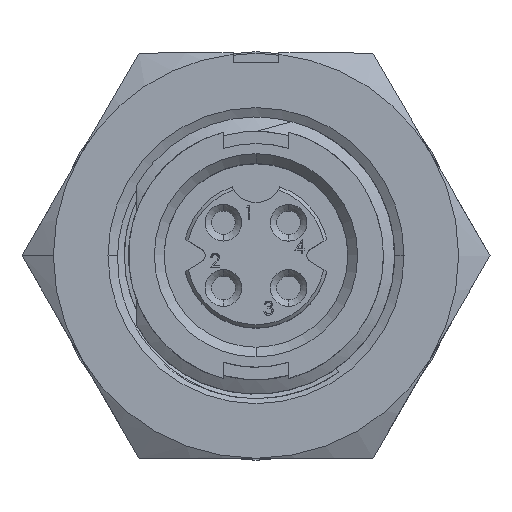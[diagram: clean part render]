
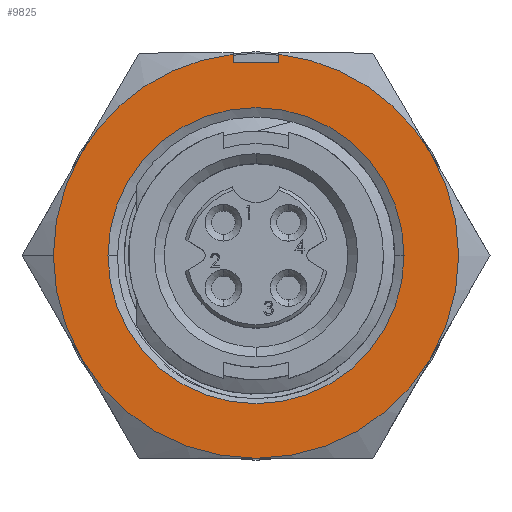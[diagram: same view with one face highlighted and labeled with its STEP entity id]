
A CAD part, top view. The second image highlights one B-rep face of the part: STEP entity #9825.
In plain terms, the highlighted planar face has unit normal (0, 0, 1).
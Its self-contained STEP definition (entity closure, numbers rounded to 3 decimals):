
#37 = DIRECTION ( 'NONE',  ( 0., 0., 1. ) ) ;
#39 = EDGE_CURVE ( 'NONE', #11732, #4465, #5578, .T. ) ;
#281 = CARTESIAN_POINT ( 'NONE',  ( -0.889, 8.938, 9.129 ) ) ;
#565 = CIRCLE ( 'NONE', #11868, 7.874 ) ;
#830 = AXIS2_PLACEMENT_3D ( 'NONE', #8262, #974, #9483 ) ;
#974 = DIRECTION ( 'NONE',  ( 0., 0., 1. ) ) ;
#978 = VERTEX_POINT ( 'NONE', #7073 ) ;
#1375 = AXIS2_PLACEMENT_3D ( 'NONE', #11725, #4433, #12946 ) ;
#1813 = ORIENTED_EDGE ( 'NONE', *, *, #13446, .T. ) ;
#1851 = CARTESIAN_POINT ( 'NONE',  ( -0.889, 7.493, 9.129 ) ) ;
#1991 = CARTESIAN_POINT ( 'NONE',  ( 0.889, -15.748, 9.129 ) ) ;
#2040 = FACE_OUTER_BOUND ( 'NONE', #3847, .T. ) ;
#2094 = LINE ( 'NONE', #281, #4951 ) ;
#2553 = EDGE_CURVE ( 'NONE', #978, #8728, #6343, .T. ) ;
#2756 = EDGE_CURVE ( 'NONE', #13282, #14130, #4799, .T. ) ;
#2988 = VERTEX_POINT ( 'NONE', #3809 ) ;
#3055 = AXIS2_PLACEMENT_3D ( 'NONE', #5176, #13676, #6417 ) ;
#3100 = ORIENTED_EDGE ( 'NONE', *, *, #6236, .F. ) ;
#3421 = CARTESIAN_POINT ( 'NONE',  ( 0., 0., 9.129 ) ) ;
#3489 = CARTESIAN_POINT ( 'NONE',  ( 0., -7.874, 9.129 ) ) ;
#3609 = CARTESIAN_POINT ( 'NONE',  ( 0., 0., 9.129 ) ) ;
#3620 = ORIENTED_EDGE ( 'NONE', *, *, #2756, .F. ) ;
#3809 = CARTESIAN_POINT ( 'NONE',  ( -7.874, 0., 9.129 ) ) ;
#3847 = EDGE_LOOP ( 'NONE', ( #7221, #6148, #1813, #6353, #12419, #10969, #10052, #8074, #3100, #8365 ) ) ;
#4158 = EDGE_CURVE ( 'NONE', #14130, #13282, #14275, .T. ) ;
#4261 = CARTESIAN_POINT ( 'NONE',  ( 6.819, -3.937, 9.129 ) ) ;
#4433 = DIRECTION ( 'NONE',  ( 0., 0., -1. ) ) ;
#4465 = VERTEX_POINT ( 'NONE', #13281 ) ;
#4535 = CIRCLE ( 'NONE', #10237, 7.874 ) ;
#4546 = AXIS2_PLACEMENT_3D ( 'NONE', #15468, #14526, #7275 ) ;
#4653 = DIRECTION ( 'NONE',  ( -1., 0., 0. ) ) ;
#4799 = CIRCLE ( 'NONE', #830, 5.753 ) ;
#4841 = DIRECTION ( 'NONE',  ( -1., 0., 0. ) ) ;
#4951 = VECTOR ( 'NONE', #9945, 1000. ) ;
#5176 = CARTESIAN_POINT ( 'NONE',  ( 0., 0., 9.129 ) ) ;
#5249 = CARTESIAN_POINT ( 'NONE',  ( 0., 0., 9.129 ) ) ;
#5317 = EDGE_CURVE ( 'NONE', #4465, #2988, #11413, .T. ) ;
#5578 = CIRCLE ( 'NONE', #6569, 7.874 ) ;
#5605 = AXIS2_PLACEMENT_3D ( 'NONE', #7316, #37, #8534 ) ;
#5701 = EDGE_CURVE ( 'NONE', #9622, #11732, #15181, .T. ) ;
#6039 = PLANE ( 'NONE',  #4546 ) ;
#6148 = ORIENTED_EDGE ( 'NONE', *, *, #2553, .T. ) ;
#6236 = EDGE_CURVE ( 'NONE', #7521, #9622, #12930, .T. ) ;
#6266 = AXIS2_PLACEMENT_3D ( 'NONE', #3421, #11945, #4653 ) ;
#6331 = EDGE_CURVE ( 'NONE', #8881, #8548, #9733, .T. ) ;
#6343 = LINE ( 'NONE', #1851, #12047 ) ;
#6353 = ORIENTED_EDGE ( 'NONE', *, *, #6331, .F. ) ;
#6417 = DIRECTION ( 'NONE',  ( -1., 0., 0. ) ) ;
#6483 = DIRECTION ( 'NONE',  ( 0., 1., 0. ) ) ;
#6569 = AXIS2_PLACEMENT_3D ( 'NONE', #14124, #6873, #15331 ) ;
#6704 = DIRECTION ( 'NONE',  ( -1., 0., 0. ) ) ;
#6781 = LINE ( 'NONE', #1991, #13617 ) ;
#6873 = DIRECTION ( 'NONE',  ( 0., 0., -1. ) ) ;
#7073 = CARTESIAN_POINT ( 'NONE',  ( 0.889, 7.493, 9.129 ) ) ;
#7175 = CARTESIAN_POINT ( 'NONE',  ( 5.753, 0., 9.129 ) ) ;
#7221 = ORIENTED_EDGE ( 'NONE', *, *, #15561, .F. ) ;
#7231 = CARTESIAN_POINT ( 'NONE',  ( 0., 0., 9.129 ) ) ;
#7275 = DIRECTION ( 'NONE',  ( -1., 0., 0. ) ) ;
#7316 = CARTESIAN_POINT ( 'NONE',  ( 0., 0., 9.129 ) ) ;
#7521 = VERTEX_POINT ( 'NONE', #11974 ) ;
#7668 = EDGE_CURVE ( 'NONE', #2988, #8881, #4535, .T. ) ;
#7765 = EDGE_CURVE ( 'NONE', #8574, #7521, #565, .T. ) ;
#8074 = ORIENTED_EDGE ( 'NONE', *, *, #5701, .F. ) ;
#8262 = CARTESIAN_POINT ( 'NONE',  ( 0., 0., 9.129 ) ) ;
#8365 = ORIENTED_EDGE ( 'NONE', *, *, #7765, .F. ) ;
#8449 = DIRECTION ( 'NONE',  ( -1., 0., 0. ) ) ;
#8534 = DIRECTION ( 'NONE',  ( 1., 0., 0. ) ) ;
#8548 = VERTEX_POINT ( 'NONE', #10141 ) ;
#8574 = VERTEX_POINT ( 'NONE', #12575 ) ;
#8728 = VERTEX_POINT ( 'NONE', #9079 ) ;
#8881 = VERTEX_POINT ( 'NONE', #9458 ) ;
#9079 = CARTESIAN_POINT ( 'NONE',  ( -0.889, 7.493, 9.129 ) ) ;
#9458 = CARTESIAN_POINT ( 'NONE',  ( -6.819, 3.937, 9.129 ) ) ;
#9483 = DIRECTION ( 'NONE',  ( 1., 0., 0. ) ) ;
#9622 = VERTEX_POINT ( 'NONE', #4261 ) ;
#9733 = CIRCLE ( 'NONE', #6266, 7.874 ) ;
#9825 = ADVANCED_FACE ( 'NONE', ( #2040, #14198 ), #6039, .F. ) ;
#9945 = DIRECTION ( 'NONE',  ( 0., 1., 0. ) ) ;
#10052 = ORIENTED_EDGE ( 'NONE', *, *, #39, .F. ) ;
#10141 = CARTESIAN_POINT ( 'NONE',  ( -0.889, 7.824, 9.129 ) ) ;
#10237 = AXIS2_PLACEMENT_3D ( 'NONE', #3609, #12136, #4841 ) ;
#10458 = ORIENTED_EDGE ( 'NONE', *, *, #4158, .F. ) ;
#10504 = DIRECTION ( 'NONE',  ( 0., 1., 0. ) ) ;
#10969 = ORIENTED_EDGE ( 'NONE', *, *, #5317, .F. ) ;
#11413 = CIRCLE ( 'NONE', #11524, 7.874 ) ;
#11444 = EDGE_LOOP ( 'NONE', ( #10458, #3620 ) ) ;
#11524 = AXIS2_PLACEMENT_3D ( 'NONE', #7231, #15689, #8449 ) ;
#11725 = CARTESIAN_POINT ( 'NONE',  ( 0., 0., 9.129 ) ) ;
#11732 = VERTEX_POINT ( 'NONE', #3489 ) ;
#11868 = AXIS2_PLACEMENT_3D ( 'NONE', #5249, #13747, #6483 ) ;
#11945 = DIRECTION ( 'NONE',  ( 0., 0., -1. ) ) ;
#11974 = CARTESIAN_POINT ( 'NONE',  ( 6.819, 3.937, 9.129 ) ) ;
#12047 = VECTOR ( 'NONE', #6704, 1000. ) ;
#12136 = DIRECTION ( 'NONE',  ( 0., 0., -1. ) ) ;
#12419 = ORIENTED_EDGE ( 'NONE', *, *, #7668, .F. ) ;
#12575 = CARTESIAN_POINT ( 'NONE',  ( 0.889, 7.824, 9.129 ) ) ;
#12930 = CIRCLE ( 'NONE', #1375, 7.874 ) ;
#12946 = DIRECTION ( 'NONE',  ( -1., 0., 0. ) ) ;
#13281 = CARTESIAN_POINT ( 'NONE',  ( -6.819, -3.937, 9.129 ) ) ;
#13282 = VERTEX_POINT ( 'NONE', #14340 ) ;
#13446 = EDGE_CURVE ( 'NONE', #8728, #8548, #2094, .T. ) ;
#13617 = VECTOR ( 'NONE', #10504, 1000. ) ;
#13676 = DIRECTION ( 'NONE',  ( 0., 0., -1. ) ) ;
#13747 = DIRECTION ( 'NONE',  ( 0., 0., -1. ) ) ;
#14124 = CARTESIAN_POINT ( 'NONE',  ( 0., 0., 9.129 ) ) ;
#14130 = VERTEX_POINT ( 'NONE', #7175 ) ;
#14198 = FACE_BOUND ( 'NONE', #11444, .T. ) ;
#14275 = CIRCLE ( 'NONE', #5605, 5.753 ) ;
#14340 = CARTESIAN_POINT ( 'NONE',  ( -5.753, 0., 9.129 ) ) ;
#14526 = DIRECTION ( 'NONE',  ( 0., 0., -1. ) ) ;
#15181 = CIRCLE ( 'NONE', #3055, 7.874 ) ;
#15331 = DIRECTION ( 'NONE',  ( 0., 1., 0. ) ) ;
#15468 = CARTESIAN_POINT ( 'NONE',  ( 0., -15.748, 9.129 ) ) ;
#15561 = EDGE_CURVE ( 'NONE', #978, #8574, #6781, .T. ) ;
#15689 = DIRECTION ( 'NONE',  ( 0., 0., -1. ) ) ;
